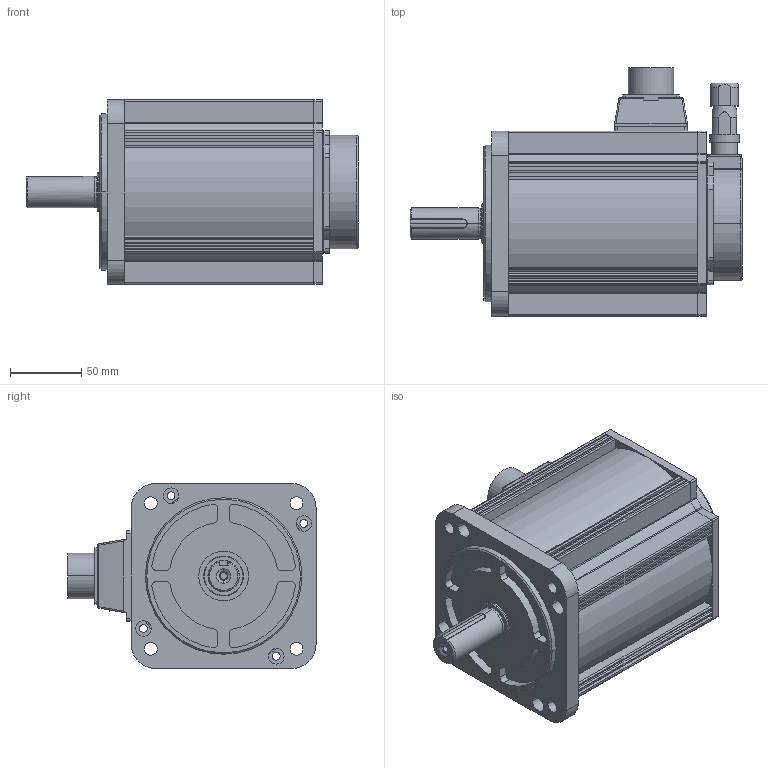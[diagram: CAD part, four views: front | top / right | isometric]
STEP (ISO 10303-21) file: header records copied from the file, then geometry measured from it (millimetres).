
FILE_DESCRIPTION (( 'STEP AP214' ), '1' );
FILE_NAME ('MS5G-130-10015-´Å±à±§Õ¢.STEP', '2020-06-02T05:09:23', ( '' ), ( '' ), 'SwSTEP 2.0', 'SolidWorks 2016', '' );
FILE_SCHEMA (( 'AUTOMOTIVE_DESIGN' ));
Length unit declared in the file: millimetre
Products named in the file (1): MS5G-130-10015-棠晤惕掅
Bounding box: 233.5 x 174.5 x 130 mm (x, y, z)
Surface area: 178959.4 mm2 (no closed solid volume)
Topology: 0 solids, 18 shells, 482 faces, 1409 edges, 962 vertices
Faces by surface type: cylinder 247, plane 207, cone 14, torus 9, sphere 4, bspline 1
Entity records: 21983 total; most frequent: CARTESIAN_POINT 3650, DIRECTION 2911, ORIENTED_EDGE 2360, EDGE_CURVE 1409, AXIS2_PLACEMENT_3D 1055, VERTEX_POINT 962, VECTOR 801, LINE 801
